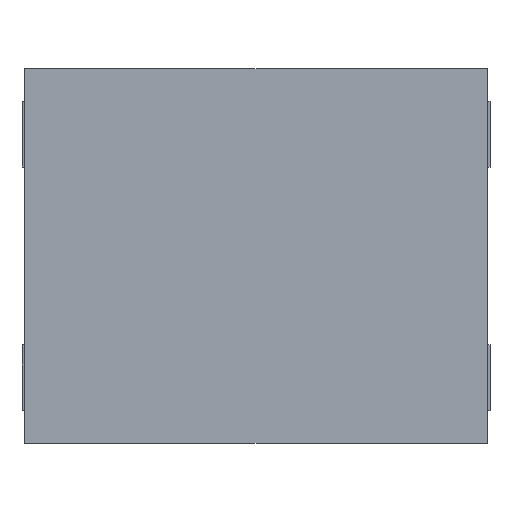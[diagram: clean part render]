
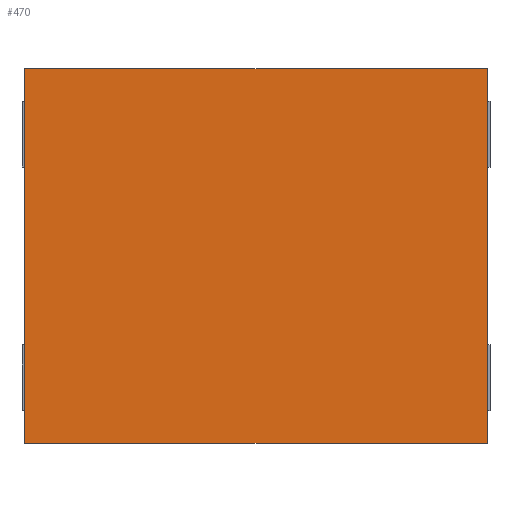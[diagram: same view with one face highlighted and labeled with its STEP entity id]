
A CAD part, top view. The second image highlights one B-rep face of the part: STEP entity #470.
In plain terms, the highlighted planar face has unit normal (0, 0, 1).
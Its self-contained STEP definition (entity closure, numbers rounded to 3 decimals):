
#6 = EDGE_CURVE ( 'NONE', #789, #603, #809, .T. ) ;
#26 = CARTESIAN_POINT ( 'NONE',  ( -1.235, -1., 1.185 ) ) ;
#43 = ORIENTED_EDGE ( 'NONE', *, *, #482, .T. ) ;
#110 = VECTOR ( 'NONE', #218, 1000. ) ;
#130 = CARTESIAN_POINT ( 'NONE',  ( -1.235, -1., 1.185 ) ) ;
#142 = DIRECTION ( 'NONE',  ( 1., 0., 0. ) ) ;
#179 = DIRECTION ( 'NONE',  ( 1., 0., 0. ) ) ;
#210 = CARTESIAN_POINT ( 'NONE',  ( -1.235, 1., 1.185 ) ) ;
#218 = DIRECTION ( 'NONE',  ( 0., 1., 0. ) ) ;
#261 = CARTESIAN_POINT ( 'NONE',  ( 1.235, 1., 1.185 ) ) ;
#274 = EDGE_CURVE ( 'NONE', #603, #481, #444, .T. ) ;
#281 = CARTESIAN_POINT ( 'NONE',  ( -1.235, 1., 1.185 ) ) ;
#366 = ORIENTED_EDGE ( 'NONE', *, *, #274, .T. ) ;
#406 = VECTOR ( 'NONE', #676, 1000. ) ;
#412 = VECTOR ( 'NONE', #705, 1000. ) ;
#444 = LINE ( 'NONE', #261, #110 ) ;
#446 = AXIS2_PLACEMENT_3D ( 'NONE', #585, #650, #179 ) ;
#470 = ADVANCED_FACE ( 'NONE', ( #516 ), #762, .T. ) ;
#481 = VERTEX_POINT ( 'NONE', #797 ) ;
#482 = EDGE_CURVE ( 'NONE', #693, #789, #659, .T. ) ;
#491 = ORIENTED_EDGE ( 'NONE', *, *, #6, .T. ) ;
#492 = ORIENTED_EDGE ( 'NONE', *, *, #536, .T. ) ;
#515 = EDGE_LOOP ( 'NONE', ( #366, #492, #43, #491 ) ) ;
#516 = FACE_OUTER_BOUND ( 'NONE', #515, .T. ) ;
#520 = CARTESIAN_POINT ( 'NONE',  ( -1.235, 1., 1.185 ) ) ;
#536 = EDGE_CURVE ( 'NONE', #481, #693, #602, .T. ) ;
#585 = CARTESIAN_POINT ( 'NONE',  ( 0., 0., 1.185 ) ) ;
#588 = CARTESIAN_POINT ( 'NONE',  ( 1.235, -1., 1.185 ) ) ;
#602 = LINE ( 'NONE', #210, #412 ) ;
#603 = VERTEX_POINT ( 'NONE', #588 ) ;
#650 = DIRECTION ( 'NONE',  ( 0., 0., 1. ) ) ;
#659 = LINE ( 'NONE', #281, #406 ) ;
#676 = DIRECTION ( 'NONE',  ( 0., -1., 0. ) ) ;
#693 = VERTEX_POINT ( 'NONE', #520 ) ;
#705 = DIRECTION ( 'NONE',  ( -1., 0., 0. ) ) ;
#762 = PLANE ( 'NONE',  #446 ) ;
#783 = VECTOR ( 'NONE', #142, 1000. ) ;
#789 = VERTEX_POINT ( 'NONE', #130 ) ;
#797 = CARTESIAN_POINT ( 'NONE',  ( 1.235, 1., 1.185 ) ) ;
#809 = LINE ( 'NONE', #26, #783 ) ;
